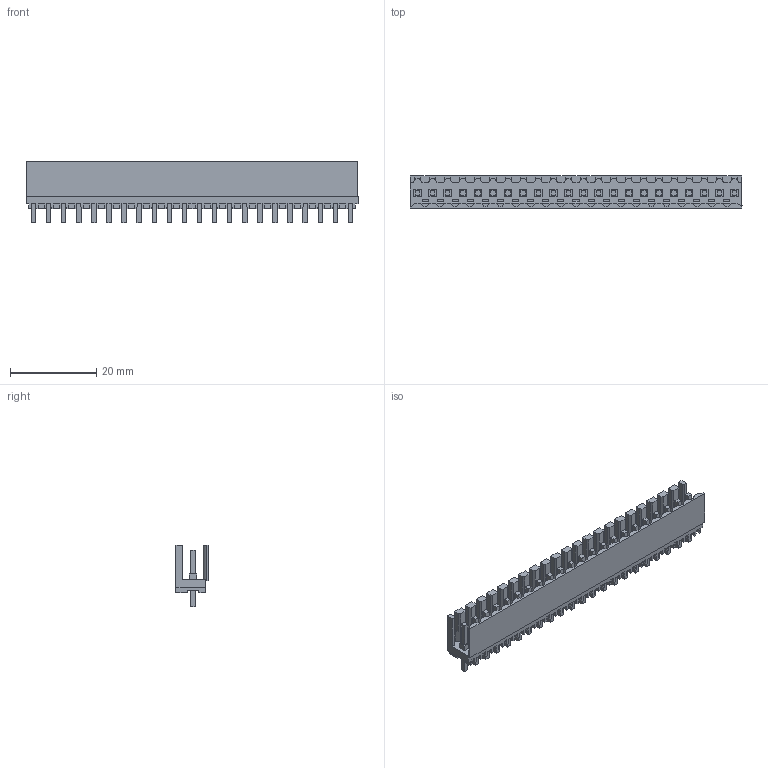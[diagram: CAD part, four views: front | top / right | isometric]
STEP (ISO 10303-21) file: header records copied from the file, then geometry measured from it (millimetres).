
FILE_DESCRIPTION(('CATIA V5 STEP Exchange','CAx-IF Rec.Pracs.--- Model Styling and Organization---1.2---2011-12-15'),'2;1');
FILE_NAME ('D1453673_0_1621450000_1621450000.stp','2018-03-12T07:18:17+00:00',('none'),('Weidmueller'),'CATIA Version 5-6 Release 2014','CATIA V5 STEP AP214','none');
FILE_SCHEMA(('AUTOMOTIVE_DESIGN { 1 0 10303 214 1 1 1 1 }'));
Length unit declared in the file: millimetre
Products named in the file (1): 1621450000
Bounding box: 77 x 7.45 x 14.25 mm (x, y, z)
Volume: 2444.8 mm3; surface area: 6852.3 mm2
Topology: 23 solids, 23 shells, 1304 faces, 3852 edges, 2637 vertices
Faces by surface type: plane 1282, cylinder 22
Entity records: 40909 total; most frequent: ORIENTED_EDGE 7704, CARTESIAN_POINT 7152, DIRECTION 5176, EDGE_CURVE 3852, VECTOR 3808, LINE 3808, VERTEX_POINT 2637, EDGE_LOOP 1391
